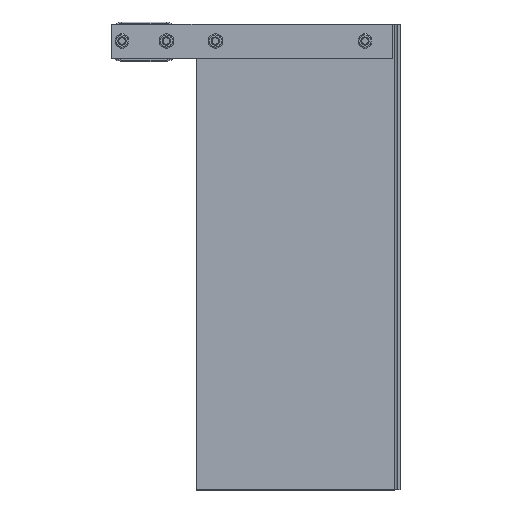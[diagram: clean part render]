
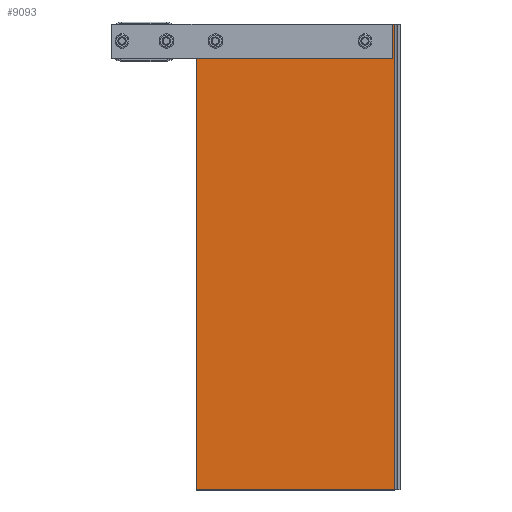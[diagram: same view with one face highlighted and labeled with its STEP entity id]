
A CAD part, top view. The second image highlights one B-rep face of the part: STEP entity #9093.
In plain terms, the highlighted planar face has unit normal (0, 0, 1).
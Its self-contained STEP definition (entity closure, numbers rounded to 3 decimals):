
#198=LINE('',#13265,#1130);
#199=LINE('',#13267,#1131);
#200=LINE('',#13269,#1132);
#201=LINE('',#13271,#1133);
#202=LINE('',#13273,#1134);
#203=LINE('',#13274,#1135);
#1130=VECTOR('',#10604,10.);
#1131=VECTOR('',#10605,10.);
#1132=VECTOR('',#10606,10.);
#1133=VECTOR('',#10607,10.);
#1134=VECTOR('',#10608,10.);
#1135=VECTOR('',#10609,10.);
#2216=FACE_OUTER_BOUND('',#2710,.T.);
#2710=EDGE_LOOP('',(#5950,#5951,#5952,#5953,#5954,#5955));
#3585=VERTEX_POINT('',#13263);
#3586=VERTEX_POINT('',#13264);
#3587=VERTEX_POINT('',#13266);
#3588=VERTEX_POINT('',#13268);
#3589=VERTEX_POINT('',#13270);
#3590=VERTEX_POINT('',#13272);
#4502=EDGE_CURVE('',#3585,#3586,#198,.T.);
#4503=EDGE_CURVE('',#3587,#3586,#199,.T.);
#4504=EDGE_CURVE('',#3587,#3588,#200,.T.);
#4505=EDGE_CURVE('',#3588,#3589,#201,.T.);
#4506=EDGE_CURVE('',#3590,#3589,#202,.T.);
#4507=EDGE_CURVE('',#3590,#3585,#203,.T.);
#5950=ORIENTED_EDGE('',*,*,#4502,.T.);
#5951=ORIENTED_EDGE('',*,*,#4503,.F.);
#5952=ORIENTED_EDGE('',*,*,#4504,.T.);
#5953=ORIENTED_EDGE('',*,*,#4505,.T.);
#5954=ORIENTED_EDGE('',*,*,#4506,.F.);
#5955=ORIENTED_EDGE('',*,*,#4507,.T.);
#8233=PLANE('',#9650);
#9093=ADVANCED_FACE('',(#2216),#8233,.T.);
#9650=AXIS2_PLACEMENT_3D('',#13262,#10602,#10603);
#10602=DIRECTION('center_axis',(0.,0.,
1.));
#10603=DIRECTION('ref_axis',(0.,1.,0.));
#10604=DIRECTION('',(0.,-1.,0.));
#10605=DIRECTION('',(1.,0.,0.));
#10606=DIRECTION('',(0.,-1.,0.));
#10607=DIRECTION('',(1.,0.,0.));
#10608=DIRECTION('',(0.,-1.,0.));
#10609=DIRECTION('',(-1.,0.,0.));
#13262=CARTESIAN_POINT('Origin',(62.2,27.,17.5));
#13263=CARTESIAN_POINT('',(206.2,27.,17.5));
#13264=CARTESIAN_POINT('',(206.2,2.5,17.5));
#13265=CARTESIAN_POINT('',(206.2,2.5,17.5));
#13266=CARTESIAN_POINT('',(62.2,2.5,17.5));
#13267=CARTESIAN_POINT('',(0.2,2.5,17.5));
#13268=CARTESIAN_POINT('',(62.2,-315.,17.5));
#13269=CARTESIAN_POINT('',(62.2,27.,17.5));
#13270=CARTESIAN_POINT('',(208.2,-315.,17.5));
#13271=CARTESIAN_POINT('',(208.2,-315.,17.5));
#13272=CARTESIAN_POINT('',(208.2,27.,17.5));
#13273=CARTESIAN_POINT('',(208.2,27.,17.5));
#13274=CARTESIAN_POINT('',(208.2,27.,17.5));
